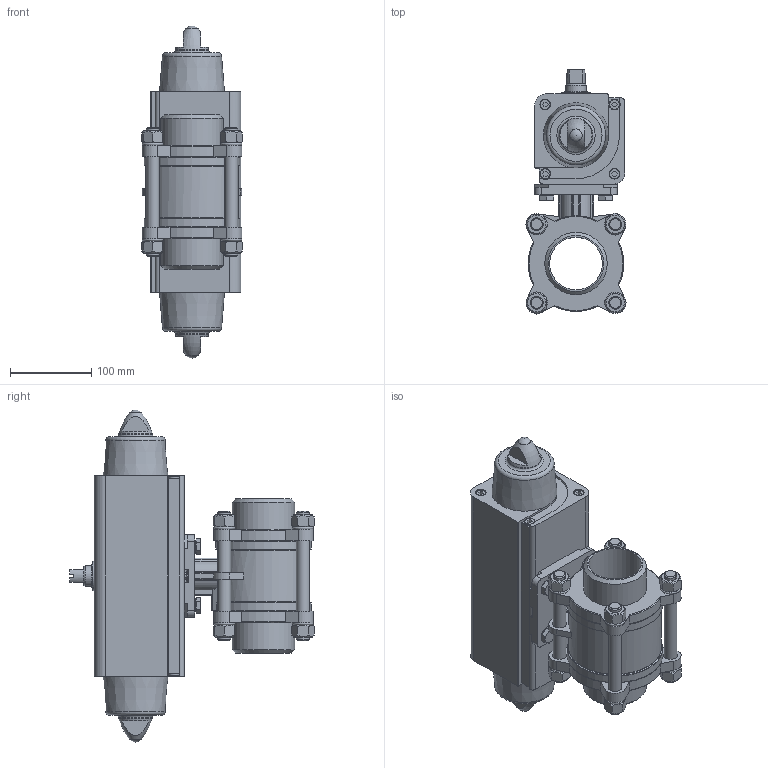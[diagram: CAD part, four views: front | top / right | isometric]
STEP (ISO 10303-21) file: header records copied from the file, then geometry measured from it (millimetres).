
FILE_DESCRIPTION(/* description */ ('STEP AP214'),/* implementation_level */ '2;1');
FILE_NAME(/* name */ '1774111_VZBA-21_2-WW-63-T-22-F0710-V4V4T-PS120-R-90-4-C',/* time_stamp */ '2024-09-18T00:29:52+02:00',/* author */ ('License CC BY-ND 4.0'),/* organization */ ('CADENAS'),/* preprocessor_version */ 'ST-DEVELOPER v19.3',/* originating_system */ 'PARTsolutions',/* authorisation */ ' ');
FILE_SCHEMA (('AUTOMOTIVE_DESIGN {1 0 10303 214 3 1 1}'));
Length unit declared in the file: millimetre
Products named in the file (7): 1774111 VZBA-21/2"-WW-63-T-22-F0710-V4V4T-PS120-R-90-4-C; 1686702 VZBA-21/2''-WW-63-T-22-F0710-V4V4T; 690069 S 10 A2; Hexagon bolt DIN 933 - M10x25; 8082126 DARQ-R-A-S22-S17-22; 533446 DAPS-0120-090-RS4-F0710---(1); 533446 DAPS-0120-090-RS4-F0710---(2)
Assembly tree (11 placements, depth 2):
  1774111 VZBA-21/2"-WW-63-T-22-F0710-V4V4T-PS120-R-90-4-C
    690069 S 10 A2  x4
    Hexagon bolt DIN 933 - M10x25  x4
    8082126 DARQ-R-A-S22-S17-22
    533446 DAPS-0120-090-RS4-F0710---(1)
    533446 DAPS-0120-090-RS4-F0710---(2)
  1686702 VZBA-21/2''-WW-63-T-22-F0710-V4V4T
Bounding box: 124.59 x 301.39 x 409.6 mm (x, y, z)
Volume: 4752585.3 mm3; surface area: 412746.3 mm2
Topology: 12 solids, 12 shells, 690 faces, 1702 edges, 1088 vertices
Faces by surface type: plane 361, cylinder 174, cone 113, torus 40, sphere 2
Full cylindrical faces by diameter (mm): 4.134 x8, 4.917 x1, 6.647 x4, 8.376 x4, 8.566 x2, 10 x4, 10.5 x4, 13 x8, 14.63 x4, 16 x16, 17 x10, 23.5 x1, 25 x1, 28.3 x1, 36 x2, 44 x2, 65 x1, 77 x2, 114 x1, 118 x1
Entity records: 18049 total; most frequent: CARTESIAN_POINT 3905, DIRECTION 2860, ORIENTED_EDGE 2654, EDGE_CURVE 1327, AXIS2_PLACEMENT_3D 1070, VERTEX_POINT 965, FACE_BOUND 890, EDGE_LOOP 871
